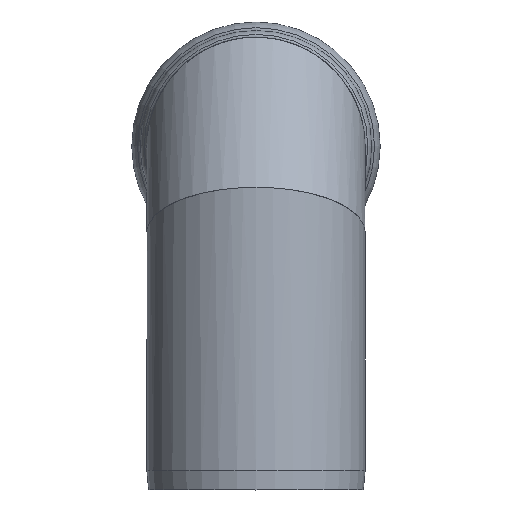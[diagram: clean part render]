
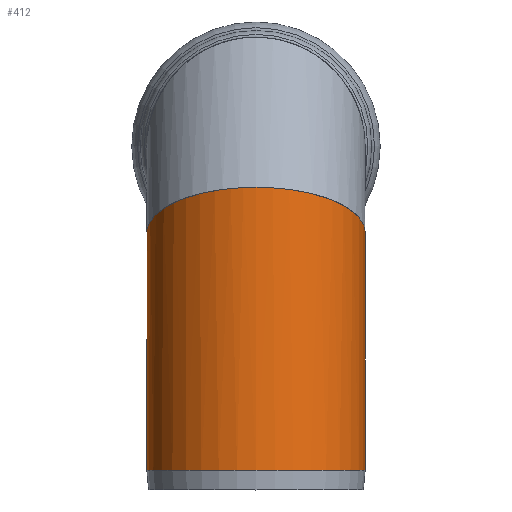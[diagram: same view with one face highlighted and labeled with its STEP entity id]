
A CAD part, left-side view. The second image highlights one B-rep face of the part: STEP entity #412.
In plain terms, the highlighted cylindrical face has radius 444.5 mm (diameter 889 mm), a full revolution.
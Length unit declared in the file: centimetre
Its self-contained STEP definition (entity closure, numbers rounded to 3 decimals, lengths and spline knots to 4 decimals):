
#45=FACE_OUTER_BOUND('',#75,.T.);
#75=EDGE_LOOP('',(#268,#269,#270,#271));
#109=ELLIPSE('',#495,48.1123,44.45);
#117=CIRCLE('',#494,44.45);
#160=VERTEX_POINT('',#762);
#161=VERTEX_POINT('',#764);
#201=EDGE_CURVE('',#160,#160,#117,.T.);
#202=EDGE_CURVE('',#160,#161,#455,.T.);
#203=EDGE_CURVE('',#161,#161,#109,.T.);
#268=ORIENTED_EDGE('',*,*,#201,.F.);
#269=ORIENTED_EDGE('',*,*,#202,.T.);
#270=ORIENTED_EDGE('',*,*,#203,.F.);
#271=ORIENTED_EDGE('',*,*,#202,.F.);
#402=CYLINDRICAL_SURFACE('',#493,44.45);
#412=ADVANCED_FACE('',(#45),#402,.T.);
#455=LINE('',#765,#474);
#474=VECTOR('',#581,44.45);
#493=AXIS2_PLACEMENT_3D('',#761,#577,#578);
#494=AXIS2_PLACEMENT_3D('',#763,#579,#580);
#495=AXIS2_PLACEMENT_3D('',#766,#582,#583);
#577=DIRECTION('center_axis',(0.,0.,-1.));
#578=DIRECTION('ref_axis',(1.,0.,0.));
#579=DIRECTION('center_axis',(0.,0.,-1.));
#580=DIRECTION('ref_axis',(1.,0.,0.));
#581=DIRECTION('',(0.,0.,1.));
#582=DIRECTION('center_axis',(0.383,0.,0.924));
#583=DIRECTION('ref_axis',(0.924,0.,-0.383));
#761=CARTESIAN_POINT('Origin',(0.,0.,9.));
#762=CARTESIAN_POINT('',(-44.45,0.,8.));
#763=CARTESIAN_POINT('Origin',(0.,0.,8.));
#764=CARTESIAN_POINT('',(-44.45,0.,123.3267));
#765=CARTESIAN_POINT('',(-44.45,0.,9.));
#766=CARTESIAN_POINT('Origin',(0.,0.,104.9149));
